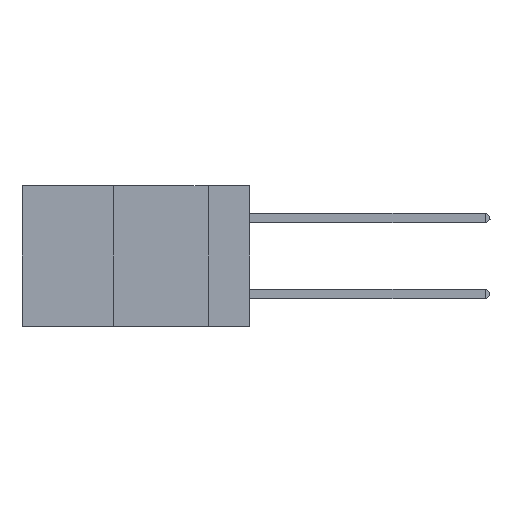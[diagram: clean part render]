
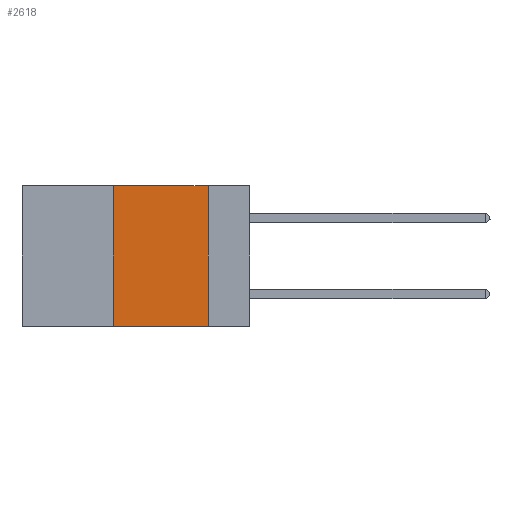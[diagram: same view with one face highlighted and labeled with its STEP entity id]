
A CAD part, left-side view. The second image highlights one B-rep face of the part: STEP entity #2618.
In plain terms, the highlighted planar face has unit normal (-1, 0, 0).
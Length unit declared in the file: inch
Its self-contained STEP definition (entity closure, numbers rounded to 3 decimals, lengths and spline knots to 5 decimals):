
#466 = VECTOR ( 'NONE', #21678, 39.37008 ) ;
#1189 = ORIENTED_EDGE ( 'NONE', *, *, #15353, .F. ) ;
#2618 = ADVANCED_FACE ( 'NONE', ( #7218 ), #12438, .F. ) ;
#2879 = DIRECTION ( 'NONE',  ( 0., 0., -1. ) ) ;
#3862 = DIRECTION ( 'NONE',  ( 0., 0., 1. ) ) ;
#4324 = LINE ( 'NONE', #15580, #9534 ) ;
#4447 = DIRECTION ( 'NONE',  ( 0., -1., 0. ) ) ;
#4750 = CARTESIAN_POINT ( 'NONE',  ( 0., 0.11, 0. ) ) ;
#4876 = LINE ( 'NONE', #4750, #9136 ) ;
#4917 = CARTESIAN_POINT ( 'NONE',  ( 0., 0.6, 0. ) ) ;
#5517 = ORIENTED_EDGE ( 'NONE', *, *, #15283, .F. ) ;
#5982 = AXIS2_PLACEMENT_3D ( 'NONE', #4917, #21717, #16833 ) ;
#7218 = FACE_OUTER_BOUND ( 'NONE', #8777, .T. ) ;
#8777 = EDGE_LOOP ( 'NONE', ( #5517, #1189, #9225, #15560 ) ) ;
#9136 = VECTOR ( 'NONE', #2879, 39.37008 ) ;
#9225 = ORIENTED_EDGE ( 'NONE', *, *, #18266, .F. ) ;
#9534 = VECTOR ( 'NONE', #4447, 39.37008 ) ;
#9669 = CARTESIAN_POINT ( 'NONE',  ( 0., 0.36, 0. ) ) ;
#11093 = CARTESIAN_POINT ( 'NONE',  ( 0., 0.11, 0. ) ) ;
#12095 = VERTEX_POINT ( 'NONE', #13374 ) ;
#12438 = PLANE ( 'NONE',  #5982 ) ;
#13374 = CARTESIAN_POINT ( 'NONE',  ( 0., 0.11, -0.37 ) ) ;
#15283 = EDGE_CURVE ( 'NONE', #22091, #12095, #4876, .T. ) ;
#15353 = EDGE_CURVE ( 'NONE', #15706, #22091, #16001, .T. ) ;
#15560 = ORIENTED_EDGE ( 'NONE', *, *, #15571, .T. ) ;
#15571 = EDGE_CURVE ( 'NONE', #18165, #12095, #4324, .T. ) ;
#15580 = CARTESIAN_POINT ( 'NONE',  ( 0., 0.6, -0.37 ) ) ;
#15706 = VERTEX_POINT ( 'NONE', #17436 ) ;
#16001 = LINE ( 'NONE', #17847, #466 ) ;
#16833 = DIRECTION ( 'NONE',  ( 0., 0., -1. ) ) ;
#17436 = CARTESIAN_POINT ( 'NONE',  ( 0., 0.36, 0. ) ) ;
#17847 = CARTESIAN_POINT ( 'NONE',  ( 0., 0.6, 0. ) ) ;
#18165 = VERTEX_POINT ( 'NONE', #22286 ) ;
#18262 = VECTOR ( 'NONE', #3862, 39.37008 ) ;
#18266 = EDGE_CURVE ( 'NONE', #18165, #15706, #20804, .T. ) ;
#20804 = LINE ( 'NONE', #9669, #18262 ) ;
#21678 = DIRECTION ( 'NONE',  ( 0., -1., 0. ) ) ;
#21717 = DIRECTION ( 'NONE',  ( 1., 0., 0. ) ) ;
#22091 = VERTEX_POINT ( 'NONE', #11093 ) ;
#22286 = CARTESIAN_POINT ( 'NONE',  ( 0., 0.36, -0.37 ) ) ;
